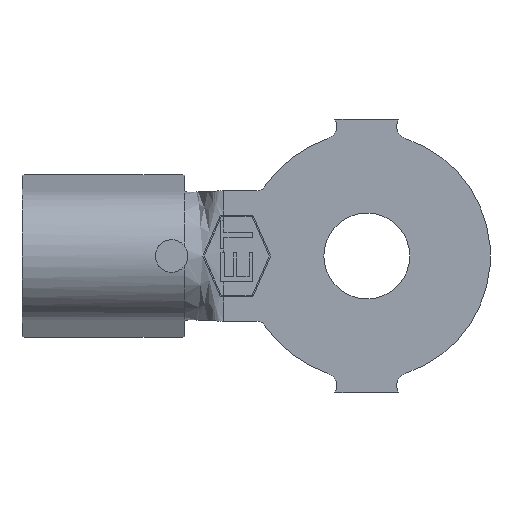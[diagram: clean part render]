
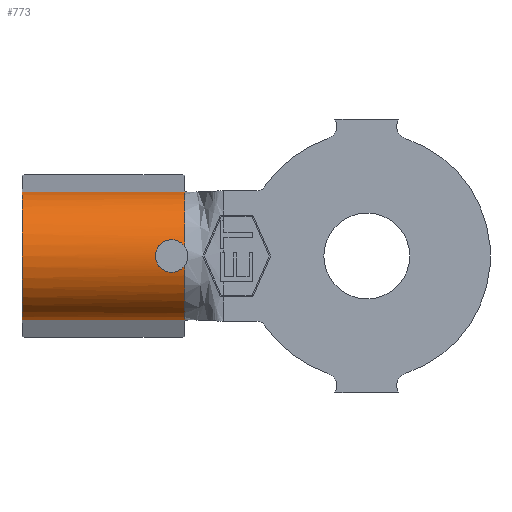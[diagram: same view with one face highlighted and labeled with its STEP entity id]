
A CAD part, front view. The second image highlights one B-rep face of the part: STEP entity #773.
In plain terms, the highlighted cylindrical face has radius 1.27 mm (diameter 2.54 mm), a partial arc.
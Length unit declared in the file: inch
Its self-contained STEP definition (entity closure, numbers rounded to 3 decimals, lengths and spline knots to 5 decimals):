
#6 = AXIS2_PLACEMENT_3D ( 'NONE', #3225, #4189, #2569 ) ;
#7 = CARTESIAN_POINT ( 'NONE',  ( -0.15, 0.00159, 0.0125 ) ) ;
#22 = CARTESIAN_POINT ( 'NONE',  ( -0.15329, 0.00159, -0.0125 ) ) ;
#129 = ORIENTED_EDGE ( 'NONE', *, *, #3894, .F. ) ;
#159 = EDGE_CURVE ( 'NONE', #2589, #1628, #1713, .T. ) ;
#226 = VERTEX_POINT ( 'NONE', #1774 ) ;
#244 = EDGE_CURVE ( 'NONE', #296, #2026, #3845, .T. ) ;
#281 = DIRECTION ( 'NONE',  ( 0., 0., -1. ) ) ;
#296 = VERTEX_POINT ( 'NONE', #818 ) ;
#391 = DIRECTION ( 'NONE',  ( 1., 0., 0. ) ) ;
#412 = B_SPLINE_CURVE_WITH_KNOTS ( 'NONE', 3,
 ( #7, #1975, #3298, #1328, #3614, #1663, #3926, #1993, #22, #2313 ),
 .UNSPECIFIED., .F., .F.,
 ( 4, 2, 2, 2, 4 ),
 ( 0.00029, 0.00054, 0.00079, 0.00104, 0.00129 ),
 .UNSPECIFIED. ) ;
#422 = LINE ( 'NONE', #1711, #1501 ) ;
#499 = VERTEX_POINT ( 'NONE', #3781 ) ;
#542 = CARTESIAN_POINT ( 'NONE',  ( -0.14233, 0.00104, -0.01061 ) ) ;
#578 = EDGE_CURVE ( 'NONE', #226, #2589, #957, .T. ) ;
#663 = CARTESIAN_POINT ( 'NONE',  ( -0.265, 0.04042, -0.04907 ) ) ;
#773 = ADVANCED_FACE ( 'NONE', ( #3708 ), #1887, .T. ) ;
#808 = DIRECTION ( 'NONE',  ( 1., 0., 0. ) ) ;
#818 = CARTESIAN_POINT ( 'NONE',  ( -0.14, 0.00057, -0.0075 ) ) ;
#957 = CIRCLE ( 'NONE', #3878, 0.05 ) ;
#1035 = CIRCLE ( 'NONE', #2146, 0.05 ) ;
#1328 = CARTESIAN_POINT ( 'NONE',  ( -0.16115, 0.00037, 0.00652 ) ) ;
#1478 = EDGE_CURVE ( 'NONE', #499, #226, #422, .T. ) ;
#1501 = VECTOR ( 'NONE', #3982, 39.37008 ) ;
#1628 = VERTEX_POINT ( 'NONE', #4229 ) ;
#1663 = CARTESIAN_POINT ( 'NONE',  ( -0.1625, 0., -0.00327 ) ) ;
#1711 = CARTESIAN_POINT ( 'NONE',  ( -0.265, 0.04042, 0.04907 ) ) ;
#1713 = B_SPLINE_CURVE_WITH_KNOTS ( 'NONE', 3,
 ( #4094, #4172, #1897, #2142 ),
 .UNSPECIFIED., .F., .F.,
 ( 4, 4 ),
 ( 0., 0.00029 ),
 .UNSPECIFIED. ) ;
#1774 = CARTESIAN_POINT ( 'NONE',  ( -0.14, 0.04042, 0.04907 ) ) ;
#1805 = CARTESIAN_POINT ( 'NONE',  ( -0.265, 0.04042, -0.04907 ) ) ;
#1820 = DIRECTION ( 'NONE',  ( 1., 0., 0. ) ) ;
#1887 = CYLINDRICAL_SURFACE ( 'NONE', #6, 0.05 ) ;
#1897 = CARTESIAN_POINT ( 'NONE',  ( -0.14612, 0.00159, 0.0125 ) ) ;
#1975 = CARTESIAN_POINT ( 'NONE',  ( -0.15328, 0.00159, 0.0125 ) ) ;
#1993 = CARTESIAN_POINT ( 'NONE',  ( -0.15653, 0.0012, -0.01115 ) ) ;
#2026 = VERTEX_POINT ( 'NONE', #4063 ) ;
#2142 = CARTESIAN_POINT ( 'NONE',  ( -0.15, 0.00159, 0.0125 ) ) ;
#2146 = AXIS2_PLACEMENT_3D ( 'NONE', #2355, #391, #2693 ) ;
#2168 = CARTESIAN_POINT ( 'NONE',  ( -0.15, 0.00159, -0.0125 ) ) ;
#2191 = LINE ( 'NONE', #1805, #3709 ) ;
#2222 = EDGE_CURVE ( 'NONE', #2539, #2026, #2191, .T. ) ;
#2242 = DIRECTION ( 'NONE',  ( 1., 0., 0. ) ) ;
#2281 = ORIENTED_EDGE ( 'NONE', *, *, #1478, .F. ) ;
#2313 = CARTESIAN_POINT ( 'NONE',  ( -0.15, 0.00159, -0.0125 ) ) ;
#2314 = CARTESIAN_POINT ( 'NONE',  ( -0.14, 0.00057, 0.0075 ) ) ;
#2355 = CARTESIAN_POINT ( 'NONE',  ( -0.265, 0.05, 0. ) ) ;
#2497 = CARTESIAN_POINT ( 'NONE',  ( -0.14611, 0.00159, -0.0125 ) ) ;
#2539 = VERTEX_POINT ( 'NONE', #663 ) ;
#2569 = DIRECTION ( 'NONE',  ( 0., 0., -1. ) ) ;
#2589 = VERTEX_POINT ( 'NONE', #2314 ) ;
#2693 = DIRECTION ( 'NONE',  ( 0., 0., -1. ) ) ;
#2717 = B_SPLINE_CURVE_WITH_KNOTS ( 'NONE', 3,
 ( #2168, #2497, #542, #2832 ),
 .UNSPECIFIED., .F., .F.,
 ( 4, 4 ),
 ( 0.00129, 0.00159 ),
 .UNSPECIFIED. ) ;
#2733 = ORIENTED_EDGE ( 'NONE', *, *, #578, .F. ) ;
#2774 = CARTESIAN_POINT ( 'NONE',  ( -0.14, 0.05, 0. ) ) ;
#2814 = ORIENTED_EDGE ( 'NONE', *, *, #3028, .T. ) ;
#2832 = CARTESIAN_POINT ( 'NONE',  ( -0.14, 0.00057, -0.0075 ) ) ;
#3028 = EDGE_CURVE ( 'NONE', #499, #2539, #1035, .T. ) ;
#3105 = DIRECTION ( 'NONE',  ( 0., 0., -1. ) ) ;
#3225 = CARTESIAN_POINT ( 'NONE',  ( -0.265, 0.05, 0. ) ) ;
#3298 = CARTESIAN_POINT ( 'NONE',  ( -0.15653, 0.0012, 0.01115 ) ) ;
#3312 = CARTESIAN_POINT ( 'NONE',  ( -0.15, 0.00159, -0.0125 ) ) ;
#3313 = ORIENTED_EDGE ( 'NONE', *, *, #2222, .T. ) ;
#3317 = ORIENTED_EDGE ( 'NONE', *, *, #159, .F. ) ;
#3409 = AXIS2_PLACEMENT_3D ( 'NONE', #2774, #808, #3105 ) ;
#3614 = CARTESIAN_POINT ( 'NONE',  ( -0.1625, 0., 0.00327 ) ) ;
#3618 = EDGE_CURVE ( 'NONE', #3919, #296, #2717, .T. ) ;
#3708 = FACE_OUTER_BOUND ( 'NONE', #4008, .T. ) ;
#3709 = VECTOR ( 'NONE', #1820, 39.37008 ) ;
#3781 = CARTESIAN_POINT ( 'NONE',  ( -0.265, 0.04042, 0.04907 ) ) ;
#3782 = ORIENTED_EDGE ( 'NONE', *, *, #3618, .F. ) ;
#3845 = CIRCLE ( 'NONE', #3409, 0.05 ) ;
#3878 = AXIS2_PLACEMENT_3D ( 'NONE', #4196, #2242, #281 ) ;
#3894 = EDGE_CURVE ( 'NONE', #1628, #3919, #412, .T. ) ;
#3919 = VERTEX_POINT ( 'NONE', #3312 ) ;
#3926 = CARTESIAN_POINT ( 'NONE',  ( -0.16115, 0.00037, -0.00653 ) ) ;
#3982 = DIRECTION ( 'NONE',  ( 1., 0., 0. ) ) ;
#4008 = EDGE_LOOP ( 'NONE', ( #3317, #2733, #2281, #2814, #3313, #4118, #3782, #129 ) ) ;
#4063 = CARTESIAN_POINT ( 'NONE',  ( -0.14, 0.04042, -0.04907 ) ) ;
#4094 = CARTESIAN_POINT ( 'NONE',  ( -0.14, 0.00057, 0.0075 ) ) ;
#4118 = ORIENTED_EDGE ( 'NONE', *, *, #244, .F. ) ;
#4172 = CARTESIAN_POINT ( 'NONE',  ( -0.14234, 0.00104, 0.01061 ) ) ;
#4189 = DIRECTION ( 'NONE',  ( 1., 0., 0. ) ) ;
#4196 = CARTESIAN_POINT ( 'NONE',  ( -0.14, 0.05, 0. ) ) ;
#4229 = CARTESIAN_POINT ( 'NONE',  ( -0.15, 0.00159, 0.0125 ) ) ;
